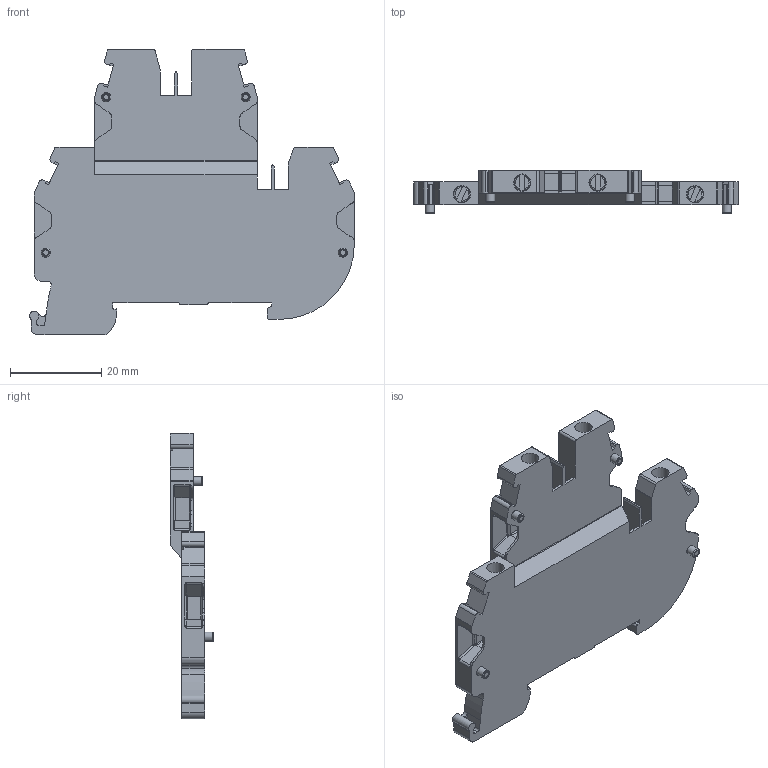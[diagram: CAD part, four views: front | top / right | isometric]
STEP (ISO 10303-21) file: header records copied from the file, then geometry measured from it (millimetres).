
FILE_DESCRIPTION(/* description */ ('Unknown'),/* implementation_level */ '2;1');
FILE_NAME(/* name */ 'TGQ2_5-2T_3D_SOLID',/* time_stamp */ '2021-05-22T13:44:19+05:00',/* author */ ('Unknown'),/* organization */ ('Unknown'),/* preprocessor_version */ 'ST-DEVELOPER v16.7',/* originating_system */ 'DEX',/* authorisation */ $);
FILE_SCHEMA (('AUTOMOTIVE_DESIGN {1 0 10303 214 3 1 1}'));
Length unit declared in the file: millimetre
Products named in the file (1): TGQ2_5-2T_SOLID
Bounding box: 70.99 x 9.5 x 62.5 mm (x, y, z)
Volume: 13342.9 mm3; surface area: 9512.9 mm2
Topology: 1 solids, 1 shells, 403 faces, 1100 edges, 707 vertices
Faces by surface type: plane 192, cylinder 154, torus 30, bspline 18, sphere 9
Full cylindrical faces by diameter (mm): 1.2 x4, 2 x4, 3.5 x4, 3.8 x4
Entity records: 15542 total; most frequent: CARTESIAN_POINT 2594, DIRECTION 2126, ORIENTED_EDGE 2114, EDGE_CURVE 1057, AXIS2_PLACEMENT_3D 753, VERTEX_POINT 696, LINE 620, VECTOR 620
